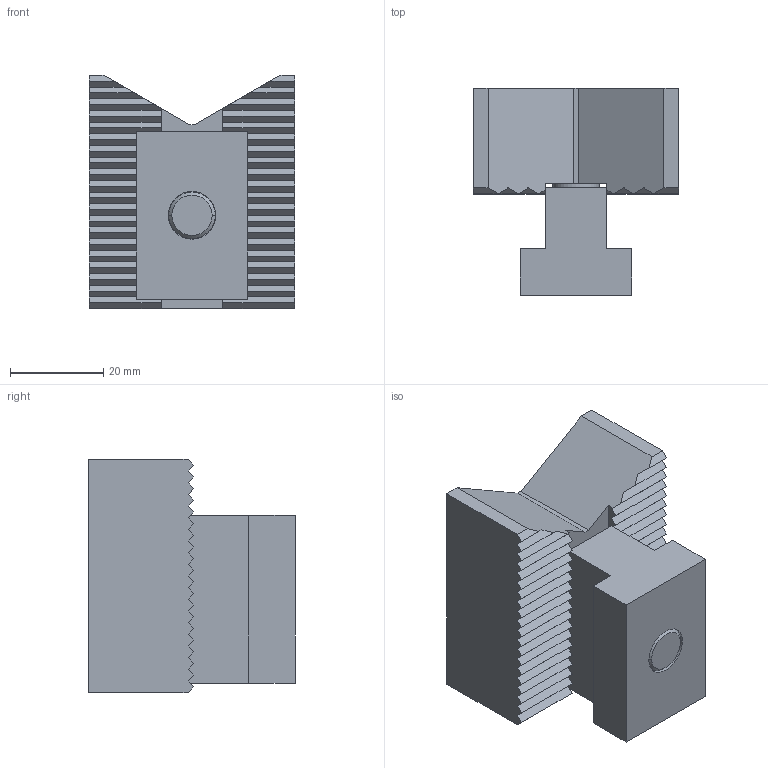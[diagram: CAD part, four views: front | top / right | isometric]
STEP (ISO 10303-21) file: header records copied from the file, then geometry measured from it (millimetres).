
FILE_DESCRIPTION(('STEP AP214'),'1');
FILE_NAME('HALDERV_EH_1586_041.stp','2017-08-30T11:17:45',('TraceParts'),('TraceParts S.A.'),'Spatial InterOp 3D',' ',' ');
FILE_SCHEMA(('automotive_design'));
Length unit declared in the file: millimetre
Products named in the file (3): HALDERV_EH_1586_041_1; HALDERV_EH_1586_041_2; HALDERV_EH_1586_041_3
Bounding box: 44 x 44.5 x 50 mm (x, y, z)
Volume: 57366.3 mm3; surface area: 16476 mm2
Topology: 3 solids, 3 shells, 127 faces, 353 edges, 235 vertices
Faces by surface type: plane 113, cylinder 10, torus 2, cone 2
Entity records: 5078 total; most frequent: CARTESIAN_POINT 718, ORIENTED_EDGE 706, DIRECTION 642, EDGE_CURVE 353, LINE 324, VECTOR 324, VERTEX_POINT 235, AXIS2_PLACEMENT_3D 159
